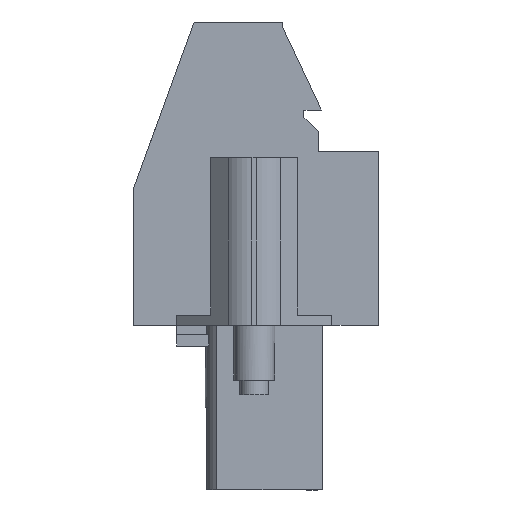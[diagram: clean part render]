
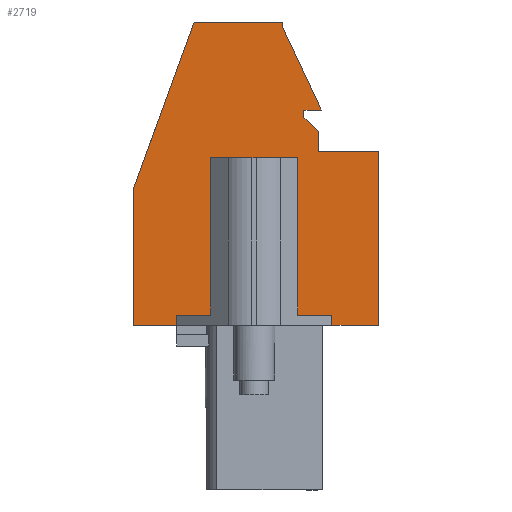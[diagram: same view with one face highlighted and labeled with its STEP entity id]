
A CAD part, left-side view. The second image highlights one B-rep face of the part: STEP entity #2719.
In plain terms, the highlighted planar face has unit normal (-1, 0, 0).
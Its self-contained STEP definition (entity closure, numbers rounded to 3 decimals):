
#1111=AXIS2_PLACEMENT_3D('Plane Axis2P3D',#1108,#1109,#1110) ;
#107=CARTESIAN_POINT('Line Origine',(3.47,1.125,7.95)) ;
#111=CARTESIAN_POINT('Vertex',(3.47,2.25,7.95)) ;
#113=CARTESIAN_POINT('Vertex',(3.47,0.,7.95)) ;
#162=CARTESIAN_POINT('Vertex',(3.47,9.75,7.95)) ;
#165=CARTESIAN_POINT('Line Origine',(3.47,10.79,7.95)) ;
#169=CARTESIAN_POINT('Vertex',(3.47,11.83,7.95)) ;
#1108=CARTESIAN_POINT('Axis2P3D Location',(3.47,12.132,0.)) ;
#2607=CARTESIAN_POINT('Line Origine',(3.47,0.,12.15)) ;
#2611=CARTESIAN_POINT('Vertex',(3.47,0.,16.35)) ;
#2614=CARTESIAN_POINT('Line Origine',(3.47,1.45,16.35)) ;
#2618=CARTESIAN_POINT('Vertex',(3.47,2.9,16.35)) ;
#2621=CARTESIAN_POINT('Line Origine',(3.47,2.9,16.825)) ;
#2625=CARTESIAN_POINT('Vertex',(3.47,2.9,17.3)) ;
#2628=CARTESIAN_POINT('Line Origine',(3.47,3.25,17.65)) ;
#2632=CARTESIAN_POINT('Vertex',(3.47,3.6,18.)) ;
#2635=CARTESIAN_POINT('Line Origine',(3.47,3.6,18.175)) ;
#2639=CARTESIAN_POINT('Vertex',(3.47,3.6,18.35)) ;
#2642=CARTESIAN_POINT('Line Origine',(3.47,3.18,18.35)) ;
#2646=CARTESIAN_POINT('Vertex',(3.47,2.76,18.35)) ;
#2649=CARTESIAN_POINT('Line Origine',(3.47,3.704,20.375)) ;
#2653=CARTESIAN_POINT('Vertex',(3.47,4.649,22.4)) ;
#2656=CARTESIAN_POINT('Line Origine',(3.47,4.649,22.5)) ;
#2660=CARTESIAN_POINT('Vertex',(3.47,4.649,22.6)) ;
#2663=CARTESIAN_POINT('Line Origine',(3.47,6.778,22.6)) ;
#2667=CARTESIAN_POINT('Vertex',(3.47,8.908,22.6)) ;
#2670=CARTESIAN_POINT('Line Origine',(3.47,10.369,18.586)) ;
#2674=CARTESIAN_POINT('Vertex',(3.47,11.83,14.572)) ;
#2677=CARTESIAN_POINT('Line Origine',(3.47,11.83,11.261)) ;
#2682=CARTESIAN_POINT('Line Origine',(3.47,9.75,8.2)) ;
#2686=CARTESIAN_POINT('Vertex',(3.47,9.75,8.45)) ;
#2689=CARTESIAN_POINT('Line Origine',(3.47,6.,8.45)) ;
#2693=CARTESIAN_POINT('Vertex',(3.47,2.25,8.45)) ;
#2696=CARTESIAN_POINT('Line Origine',(3.47,2.25,8.2)) ;
#108=DIRECTION('Vector Direction',(0.,1.,0.)) ;
#166=DIRECTION('Vector Direction',(0.,-1.,0.)) ;
#1109=DIRECTION('Axis2P3D Direction',(-1.,0.,0.)) ;
#1110=DIRECTION('Axis2P3D XDirection',(0.,-1.,0.)) ;
#2608=DIRECTION('Vector Direction',(0.,0.,1.)) ;
#2615=DIRECTION('Vector Direction',(0.,1.,0.)) ;
#2622=DIRECTION('Vector Direction',(0.,0.,1.)) ;
#2629=DIRECTION('Vector Direction',(0.,0.707,0.707)) ;
#2636=DIRECTION('Vector Direction',(0.,0.,1.)) ;
#2643=DIRECTION('Vector Direction',(0.,-1.,0.)) ;
#2650=DIRECTION('Vector Direction',(0.,0.423,0.906)) ;
#2657=DIRECTION('Vector Direction',(0.,0.,1.)) ;
#2664=DIRECTION('Vector Direction',(0.,1.,0.)) ;
#2671=DIRECTION('Vector Direction',(0.,0.342,-0.94)) ;
#2678=DIRECTION('Vector Direction',(0.,0.,1.)) ;
#2683=DIRECTION('Vector Direction',(0.,0.,1.)) ;
#2690=DIRECTION('Vector Direction',(0.,1.,0.)) ;
#2697=DIRECTION('Vector Direction',(0.,0.,1.)) ;
#109=VECTOR('Line Direction',#108,1.) ;
#167=VECTOR('Line Direction',#166,1.) ;
#2609=VECTOR('Line Direction',#2608,1.) ;
#2616=VECTOR('Line Direction',#2615,1.) ;
#2623=VECTOR('Line Direction',#2622,1.) ;
#2630=VECTOR('Line Direction',#2629,1.) ;
#2637=VECTOR('Line Direction',#2636,1.) ;
#2644=VECTOR('Line Direction',#2643,1.) ;
#2651=VECTOR('Line Direction',#2650,1.) ;
#2658=VECTOR('Line Direction',#2657,1.) ;
#2665=VECTOR('Line Direction',#2664,1.) ;
#2672=VECTOR('Line Direction',#2671,1.) ;
#2679=VECTOR('Line Direction',#2678,1.) ;
#2684=VECTOR('Line Direction',#2683,1.) ;
#2691=VECTOR('Line Direction',#2690,1.) ;
#2698=VECTOR('Line Direction',#2697,1.) ;
#2702=ORIENTED_EDGE('',*,*,#115,.T.) ;
#2703=ORIENTED_EDGE('',*,*,#2613,.T.) ;
#2704=ORIENTED_EDGE('',*,*,#2620,.T.) ;
#2705=ORIENTED_EDGE('',*,*,#2627,.T.) ;
#2706=ORIENTED_EDGE('',*,*,#2634,.T.) ;
#2707=ORIENTED_EDGE('',*,*,#2641,.T.) ;
#2708=ORIENTED_EDGE('',*,*,#2648,.T.) ;
#2709=ORIENTED_EDGE('',*,*,#2655,.T.) ;
#2710=ORIENTED_EDGE('',*,*,#2662,.T.) ;
#2711=ORIENTED_EDGE('',*,*,#2669,.T.) ;
#2712=ORIENTED_EDGE('',*,*,#2676,.T.) ;
#2713=ORIENTED_EDGE('',*,*,#2681,.T.) ;
#2714=ORIENTED_EDGE('',*,*,#171,.F.) ;
#2715=ORIENTED_EDGE('',*,*,#2688,.T.) ;
#2716=ORIENTED_EDGE('',*,*,#2695,.F.) ;
#2717=ORIENTED_EDGE('',*,*,#2700,.F.) ;
#2719=ADVANCED_FACE('HOUSING',(#2718),#1112,.T.) ;
#115=EDGE_CURVE('',#112,#114,#110,.F.) ;
#171=EDGE_CURVE('',#163,#170,#168,.F.) ;
#2613=EDGE_CURVE('',#114,#2612,#2610,.T.) ;
#2620=EDGE_CURVE('',#2612,#2619,#2617,.T.) ;
#2627=EDGE_CURVE('',#2619,#2626,#2624,.T.) ;
#2634=EDGE_CURVE('',#2626,#2633,#2631,.T.) ;
#2641=EDGE_CURVE('',#2633,#2640,#2638,.T.) ;
#2648=EDGE_CURVE('',#2640,#2647,#2645,.T.) ;
#2655=EDGE_CURVE('',#2647,#2654,#2652,.T.) ;
#2662=EDGE_CURVE('',#2654,#2661,#2659,.T.) ;
#2669=EDGE_CURVE('',#2661,#2668,#2666,.T.) ;
#2676=EDGE_CURVE('',#2668,#2675,#2673,.T.) ;
#2681=EDGE_CURVE('',#2675,#170,#2680,.F.) ;
#2688=EDGE_CURVE('',#163,#2687,#2685,.T.) ;
#2695=EDGE_CURVE('',#2694,#2687,#2692,.T.) ;
#2700=EDGE_CURVE('',#112,#2694,#2699,.T.) ;
#2701=EDGE_LOOP('',(#2702,#2703,#2704,#2705,#2706,#2707,#2708,#2709,#2710,#2711,#2712,#2713,#2714,#2715,#2716,#2717)) ;
#2718=FACE_OUTER_BOUND('',#2701,.T.) ;
#110=LINE('Line',#107,#109) ;
#168=LINE('Line',#165,#167) ;
#2610=LINE('Line',#2607,#2609) ;
#2617=LINE('Line',#2614,#2616) ;
#2624=LINE('Line',#2621,#2623) ;
#2631=LINE('Line',#2628,#2630) ;
#2638=LINE('Line',#2635,#2637) ;
#2645=LINE('Line',#2642,#2644) ;
#2652=LINE('Line',#2649,#2651) ;
#2659=LINE('Line',#2656,#2658) ;
#2666=LINE('Line',#2663,#2665) ;
#2673=LINE('Line',#2670,#2672) ;
#2680=LINE('Line',#2677,#2679) ;
#2685=LINE('Line',#2682,#2684) ;
#2692=LINE('Line',#2689,#2691) ;
#2699=LINE('Line',#2696,#2698) ;
#1112=PLANE('',#1111) ;
#112=VERTEX_POINT('',#111) ;
#114=VERTEX_POINT('',#113) ;
#163=VERTEX_POINT('',#162) ;
#170=VERTEX_POINT('',#169) ;
#2612=VERTEX_POINT('',#2611) ;
#2619=VERTEX_POINT('',#2618) ;
#2626=VERTEX_POINT('',#2625) ;
#2633=VERTEX_POINT('',#2632) ;
#2640=VERTEX_POINT('',#2639) ;
#2647=VERTEX_POINT('',#2646) ;
#2654=VERTEX_POINT('',#2653) ;
#2661=VERTEX_POINT('',#2660) ;
#2668=VERTEX_POINT('',#2667) ;
#2675=VERTEX_POINT('',#2674) ;
#2687=VERTEX_POINT('',#2686) ;
#2694=VERTEX_POINT('',#2693) ;
